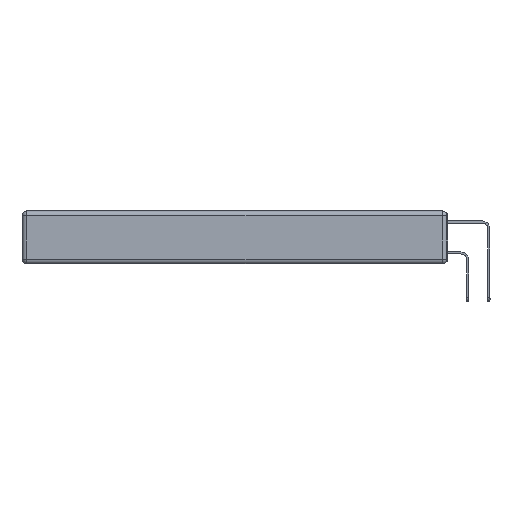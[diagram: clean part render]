
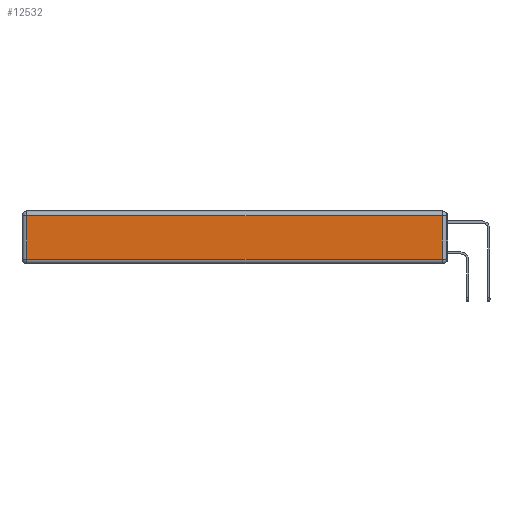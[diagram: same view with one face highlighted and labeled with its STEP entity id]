
A CAD part, left-side view. The second image highlights one B-rep face of the part: STEP entity #12532.
In plain terms, the highlighted planar face has unit normal (-1, 0, 0).
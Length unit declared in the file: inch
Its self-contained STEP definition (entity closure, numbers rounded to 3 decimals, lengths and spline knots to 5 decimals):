
#1526 = LINE ( 'NONE', #23026, #4224 ) ;
#1761 = CARTESIAN_POINT ( 'NONE',  ( 0., 0., -0.313 ) ) ;
#2915 = VERTEX_POINT ( 'NONE', #6736 ) ;
#2927 = VERTEX_POINT ( 'NONE', #27707 ) ;
#3153 = EDGE_CURVE ( 'NONE', #2927, #4927, #25662, .T. ) ;
#3184 = DIRECTION ( 'NONE',  ( 0., 1., 0. ) ) ;
#3207 = FACE_OUTER_BOUND ( 'NONE', #23433, .T. ) ;
#3312 = VERTEX_POINT ( 'NONE', #4569 ) ;
#3465 = LINE ( 'NONE', #1761, #23420 ) ;
#3968 = CARTESIAN_POINT ( 'NONE',  ( 0., 2.72, -0.313 ) ) ;
#4224 = VECTOR ( 'NONE', #16132, 39.37008 ) ;
#4569 = CARTESIAN_POINT ( 'NONE',  ( 0., 0.03, -0.313 ) ) ;
#4927 = VERTEX_POINT ( 'NONE', #3968 ) ;
#5178 = CARTESIAN_POINT ( 'NONE',  ( 0., 2.75, -0.03 ) ) ;
#5466 = DIRECTION ( 'NONE',  ( 0., 0., 1. ) ) ;
#5677 = EDGE_CURVE ( 'NONE', #2915, #2927, #24418, .T. ) ;
#6404 = DIRECTION ( 'NONE',  ( 0., 0., -1. ) ) ;
#6736 = CARTESIAN_POINT ( 'NONE',  ( 0., 0.03, -0.03 ) ) ;
#7707 = PLANE ( 'NONE',  #10933 ) ;
#10933 = AXIS2_PLACEMENT_3D ( 'NONE', #20505, #11658, #5466 ) ;
#11658 = DIRECTION ( 'NONE',  ( -1., 0., 0. ) ) ;
#12532 = ADVANCED_FACE ( 'NONE', ( #3207 ), #7707, .T. ) ;
#14714 = VECTOR ( 'NONE', #6404, 39.37008 ) ;
#15683 = ORIENTED_EDGE ( 'NONE', *, *, #5677, .T. ) ;
#15927 = ORIENTED_EDGE ( 'NONE', *, *, #21677, .T. ) ;
#16132 = DIRECTION ( 'NONE',  ( 0., 0., 1. ) ) ;
#16133 = CARTESIAN_POINT ( 'NONE',  ( 0., 2.72, -0.343 ) ) ;
#17513 = ORIENTED_EDGE ( 'NONE', *, *, #18249, .T. ) ;
#18249 = EDGE_CURVE ( 'NONE', #4927, #3312, #3465, .T. ) ;
#20505 = CARTESIAN_POINT ( 'NONE',  ( 0., 0., -0.343 ) ) ;
#21677 = EDGE_CURVE ( 'NONE', #3312, #2915, #1526, .T. ) ;
#22719 = DIRECTION ( 'NONE',  ( 0., -1., 0. ) ) ;
#23026 = CARTESIAN_POINT ( 'NONE',  ( 0., 0.03, -0.343 ) ) ;
#23420 = VECTOR ( 'NONE', #22719, 39.37008 ) ;
#23433 = EDGE_LOOP ( 'NONE', ( #17513, #15927, #15683, #23911 ) ) ;
#23911 = ORIENTED_EDGE ( 'NONE', *, *, #3153, .T. ) ;
#24418 = LINE ( 'NONE', #5178, #27343 ) ;
#25662 = LINE ( 'NONE', #16133, #14714 ) ;
#27343 = VECTOR ( 'NONE', #3184, 39.37008 ) ;
#27707 = CARTESIAN_POINT ( 'NONE',  ( 0., 2.72, -0.03 ) ) ;
